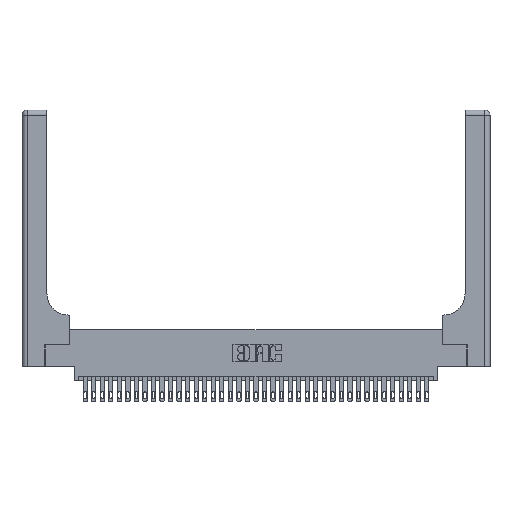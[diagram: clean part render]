
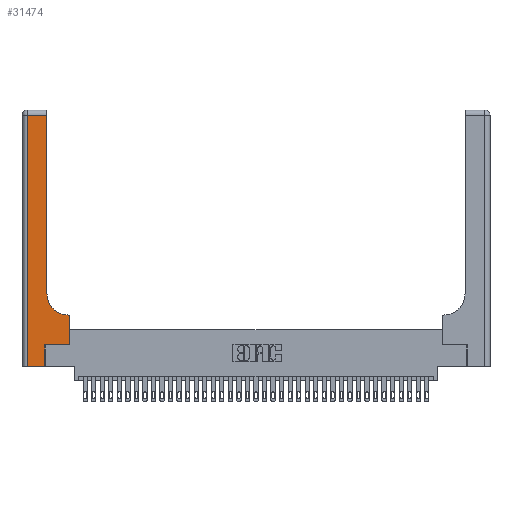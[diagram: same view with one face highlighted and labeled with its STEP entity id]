
A CAD part, top view. The second image highlights one B-rep face of the part: STEP entity #31474.
In plain terms, the highlighted planar face has unit normal (0, 0, 1).
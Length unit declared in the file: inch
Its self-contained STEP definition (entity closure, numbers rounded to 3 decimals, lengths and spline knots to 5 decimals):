
#680 = VERTEX_POINT ( 'NONE', #20078 ) ;
#810 = CARTESIAN_POINT ( 'NONE',  ( 0.2915, 0.6, 0.37 ) ) ;
#2407 = VERTEX_POINT ( 'NONE', #27678 ) ;
#3771 = VECTOR ( 'NONE', #20946, 39.37008 ) ;
#4040 = DIRECTION ( 'NONE',  ( 1., 0., 0. ) ) ;
#4884 = LINE ( 'NONE', #25057, #7614 ) ;
#5160 = LINE ( 'NONE', #31357, #34227 ) ;
#6205 = VERTEX_POINT ( 'NONE', #15019 ) ;
#6310 = CARTESIAN_POINT ( 'NONE',  ( 0.269, 0., 0.37 ) ) ;
#7274 = CIRCLE ( 'NONE', #27103, 0.25 ) ;
#7305 = EDGE_CURVE ( 'NONE', #2407, #22934, #7274, .T. ) ;
#7614 = VECTOR ( 'NONE', #36602, 39.37008 ) ;
#9089 = DIRECTION ( 'NONE',  ( -1., 0., 0. ) ) ;
#9249 = ORIENTED_EDGE ( 'NONE', *, *, #7305, .T. ) ;
#9327 = EDGE_LOOP ( 'NONE', ( #12237, #26971, #25855, #31192, #12219, #32969, #30705, #12592, #9249 ) ) ;
#9496 = EDGE_CURVE ( 'NONE', #21207, #680, #26631, .T. ) ;
#11596 = CARTESIAN_POINT ( 'NONE',  ( 0.269, 0., 0.37 ) ) ;
#12004 = CARTESIAN_POINT ( 'NONE',  ( 0., 2.94, 0.37 ) ) ;
#12101 = EDGE_CURVE ( 'NONE', #15736, #25996, #14276, .T. ) ;
#12219 = ORIENTED_EDGE ( 'NONE', *, *, #37049, .T. ) ;
#12237 = ORIENTED_EDGE ( 'NONE', *, *, #27177, .T. ) ;
#12491 = CARTESIAN_POINT ( 'NONE',  ( 0.06, 0., 0.37 ) ) ;
#12592 = ORIENTED_EDGE ( 'NONE', *, *, #37427, .T. ) ;
#13495 = CARTESIAN_POINT ( 'NONE',  ( 0., 0., 0.37 ) ) ;
#13908 = VECTOR ( 'NONE', #21098, 39.37008 ) ;
#14276 = LINE ( 'NONE', #12004, #34214 ) ;
#14942 = VERTEX_POINT ( 'NONE', #12491 ) ;
#15019 = CARTESIAN_POINT ( 'NONE',  ( 0.5585, 0.6, 0.37 ) ) ;
#15736 = VERTEX_POINT ( 'NONE', #29277 ) ;
#16653 = LINE ( 'NONE', #13495, #18859 ) ;
#18859 = VECTOR ( 'NONE', #30487, 39.37008 ) ;
#18872 = LINE ( 'NONE', #11596, #33450 ) ;
#19014 = CARTESIAN_POINT ( 'NONE',  ( 0.269, 0.25, 0.37 ) ) ;
#19098 = EDGE_CURVE ( 'NONE', #25996, #14942, #4884, .T. ) ;
#19982 = DIRECTION ( 'NONE',  ( 0., 1., 0. ) ) ;
#20078 = CARTESIAN_POINT ( 'NONE',  ( 0.5585, 0.25, 0.37 ) ) ;
#20852 = CARTESIAN_POINT ( 'NONE',  ( 0., 3., 0.37 ) ) ;
#20946 = DIRECTION ( 'NONE',  ( 0., 1., 0. ) ) ;
#20990 = CARTESIAN_POINT ( 'NONE',  ( 0.269, 0.25, 0.37 ) ) ;
#21098 = DIRECTION ( 'NONE',  ( -1., 0., 0. ) ) ;
#21207 = VERTEX_POINT ( 'NONE', #19014 ) ;
#22934 = VERTEX_POINT ( 'NONE', #29933 ) ;
#23245 = DIRECTION ( 'NONE',  ( 0., 0., -1. ) ) ;
#24453 = EDGE_CURVE ( 'NONE', #14942, #35814, #16653, .T. ) ;
#25057 = CARTESIAN_POINT ( 'NONE',  ( 0.06, 3., 0.37 ) ) ;
#25525 = DIRECTION ( 'NONE',  ( 0., 1., 0. ) ) ;
#25754 = AXIS2_PLACEMENT_3D ( 'NONE', #20852, #32103, #9089 ) ;
#25855 = ORIENTED_EDGE ( 'NONE', *, *, #19098, .T. ) ;
#25995 = CARTESIAN_POINT ( 'NONE',  ( 0.06, 2.94, 0.37 ) ) ;
#25996 = VERTEX_POINT ( 'NONE', #25995 ) ;
#26631 = LINE ( 'NONE', #20990, #33427 ) ;
#26971 = ORIENTED_EDGE ( 'NONE', *, *, #12101, .T. ) ;
#27103 = AXIS2_PLACEMENT_3D ( 'NONE', #29029, #23245, #32032 ) ;
#27177 = EDGE_CURVE ( 'NONE', #22934, #15736, #29647, .T. ) ;
#27678 = CARTESIAN_POINT ( 'NONE',  ( 0.5415, 0.6, 0.37 ) ) ;
#29029 = CARTESIAN_POINT ( 'NONE',  ( 0.5415, 0.85, 0.37 ) ) ;
#29277 = CARTESIAN_POINT ( 'NONE',  ( 0.2915, 2.94, 0.37 ) ) ;
#29434 = DIRECTION ( 'NONE',  ( -1., 0., 0. ) ) ;
#29647 = LINE ( 'NONE', #35463, #3771 ) ;
#29933 = CARTESIAN_POINT ( 'NONE',  ( 0.2915, 0.85, 0.37 ) ) ;
#30487 = DIRECTION ( 'NONE',  ( 1., 0., 0. ) ) ;
#30705 = ORIENTED_EDGE ( 'NONE', *, *, #33547, .T. ) ;
#31192 = ORIENTED_EDGE ( 'NONE', *, *, #24453, .T. ) ;
#31215 = LINE ( 'NONE', #810, #13908 ) ;
#31357 = CARTESIAN_POINT ( 'NONE',  ( 0.5585, 0.25, 0.37 ) ) ;
#31474 = ADVANCED_FACE ( 'NONE', ( #37078 ), #32561, .F. ) ;
#32032 = DIRECTION ( 'NONE',  ( 1., 0., 0. ) ) ;
#32103 = DIRECTION ( 'NONE',  ( 0., 0., -1. ) ) ;
#32561 = PLANE ( 'NONE',  #25754 ) ;
#32969 = ORIENTED_EDGE ( 'NONE', *, *, #9496, .T. ) ;
#33427 = VECTOR ( 'NONE', #4040, 39.37008 ) ;
#33450 = VECTOR ( 'NONE', #19982, 39.37008 ) ;
#33547 = EDGE_CURVE ( 'NONE', #680, #6205, #5160, .T. ) ;
#34214 = VECTOR ( 'NONE', #29434, 39.37008 ) ;
#34227 = VECTOR ( 'NONE', #25525, 39.37008 ) ;
#35463 = CARTESIAN_POINT ( 'NONE',  ( 0.2915, 3., 0.37 ) ) ;
#35814 = VERTEX_POINT ( 'NONE', #6310 ) ;
#36602 = DIRECTION ( 'NONE',  ( 0., -1., 0. ) ) ;
#37049 = EDGE_CURVE ( 'NONE', #35814, #21207, #18872, .T. ) ;
#37078 = FACE_OUTER_BOUND ( 'NONE', #9327, .T. ) ;
#37427 = EDGE_CURVE ( 'NONE', #6205, #2407, #31215, .T. ) ;
